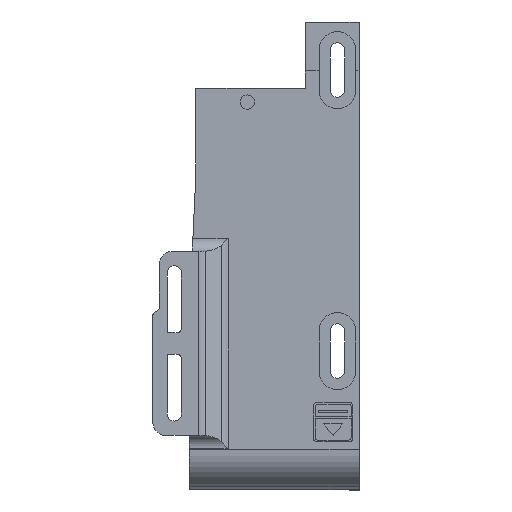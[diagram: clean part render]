
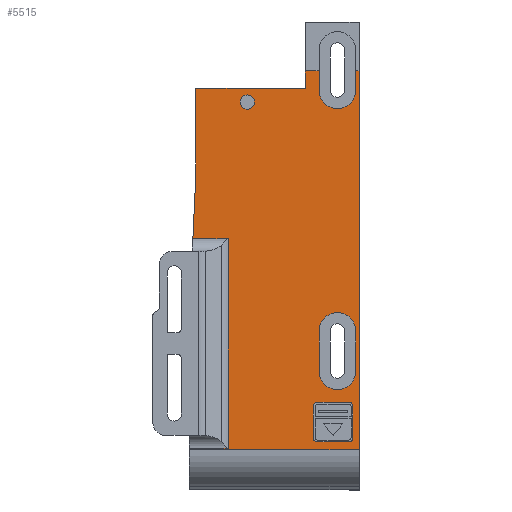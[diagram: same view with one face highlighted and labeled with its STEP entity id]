
A CAD part, left-side view. The second image highlights one B-rep face of the part: STEP entity #5515.
In plain terms, the highlighted planar face has unit normal (-1, 0, 0).
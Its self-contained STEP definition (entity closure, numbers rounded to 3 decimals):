
#24=FACE_BOUND('',#1885,.T.);
#25=FACE_BOUND('',#1886,.T.);
#26=FACE_BOUND('',#1887,.T.);
#104=PLANE('',#5892);
#417=LINE('',#8313,#1028);
#422=LINE('',#8327,#1033);
#426=LINE('',#8339,#1037);
#430=LINE('',#8351,#1041);
#441=LINE('',#8387,#1052);
#442=LINE('',#8389,#1053);
#443=LINE('',#8391,#1054);
#444=LINE('',#8393,#1055);
#445=LINE('',#8395,#1056);
#446=LINE('',#8397,#1057);
#447=LINE('',#8399,#1058);
#448=LINE('',#8401,#1059);
#449=LINE('',#8405,#1060);
#450=LINE('',#8407,#1061);
#451=LINE('',#8409,#1062);
#452=LINE('',#8411,#1063);
#453=LINE('',#8413,#1064);
#454=LINE('',#8414,#1065);
#455=LINE('',#8417,#1066);
#456=LINE('',#8421,#1067);
#1028=VECTOR('',#6632,10.);
#1033=VECTOR('',#6645,10.);
#1037=VECTOR('',#6657,10.);
#1041=VECTOR('',#6669,10.);
#1052=VECTOR('',#6708,10.);
#1053=VECTOR('',#6709,10.);
#1054=VECTOR('',#6710,10.);
#1055=VECTOR('',#6711,10.);
#1056=VECTOR('',#6712,10.);
#1057=VECTOR('',#6713,10.);
#1058=VECTOR('',#6714,10.);
#1059=VECTOR('',#6715,10.);
#1060=VECTOR('',#6718,10.);
#1061=VECTOR('',#6719,10.);
#1062=VECTOR('',#6720,10.);
#1063=VECTOR('',#6721,10.);
#1064=VECTOR('',#6722,10.);
#1065=VECTOR('',#6723,10.);
#1066=VECTOR('',#6724,10.);
#1067=VECTOR('',#6727,10.);
#1580=FACE_OUTER_BOUND('',#1884,.T.);
#1884=EDGE_LOOP('',(#4093,#4094,#4095,#4096,#4097,#4098,#4099,#4100,#4101,
#4102,#4103,#4104,#4105,#4106,#4107));
#1885=EDGE_LOOP('',(#4108,#4109,#4110,#4111,#4112,#4113,#4114,#4115));
#1886=EDGE_LOOP('',(#4116,#4117,#4118,#4119));
#1887=EDGE_LOOP('',(#4120));
#2177=CIRCLE('',#5868,0.8);
#2179=CIRCLE('',#5872,0.8);
#2181=CIRCLE('',#5876,0.8);
#2183=CIRCLE('',#5880,0.8);
#2189=CIRCLE('',#5893,4.25);
#2190=CIRCLE('',#5894,4.25);
#2191=CIRCLE('',#5895,4.25);
#2192=CIRCLE('',#5896,1.65);
#2453=VERTEX_POINT('',#8311);
#2454=VERTEX_POINT('',#8312);
#2457=VERTEX_POINT('',#8320);
#2459=VERTEX_POINT('',#8326);
#2461=VERTEX_POINT('',#8332);
#2463=VERTEX_POINT('',#8338);
#2465=VERTEX_POINT('',#8344);
#2467=VERTEX_POINT('',#8350);
#2477=VERTEX_POINT('',#8385);
#2478=VERTEX_POINT('',#8386);
#2479=VERTEX_POINT('',#8388);
#2480=VERTEX_POINT('',#8390);
#2481=VERTEX_POINT('',#8392);
#2482=VERTEX_POINT('',#8394);
#2483=VERTEX_POINT('',#8396);
#2484=VERTEX_POINT('',#8398);
#2485=VERTEX_POINT('',#8400);
#2486=VERTEX_POINT('',#8402);
#2487=VERTEX_POINT('',#8404);
#2488=VERTEX_POINT('',#8406);
#2489=VERTEX_POINT('',#8408);
#2490=VERTEX_POINT('',#8410);
#2491=VERTEX_POINT('',#8412);
#2492=VERTEX_POINT('',#8415);
#2493=VERTEX_POINT('',#8416);
#2494=VERTEX_POINT('',#8418);
#2495=VERTEX_POINT('',#8420);
#2496=VERTEX_POINT('',#8423);
#3061=EDGE_CURVE('',#2453,#2454,#417,.T.);
#3065=EDGE_CURVE('',#2457,#2453,#2177,.T.);
#3068=EDGE_CURVE('',#2459,#2457,#422,.T.);
#3071=EDGE_CURVE('',#2461,#2459,#2179,.T.);
#3074=EDGE_CURVE('',#2463,#2461,#426,.T.);
#3077=EDGE_CURVE('',#2465,#2463,#2181,.T.);
#3080=EDGE_CURVE('',#2467,#2465,#430,.T.);
#3083=EDGE_CURVE('',#2454,#2467,#2183,.T.);
#3097=EDGE_CURVE('',#2477,#2478,#441,.T.);
#3098=EDGE_CURVE('',#2479,#2477,#442,.T.);
#3099=EDGE_CURVE('',#2480,#2479,#443,.T.);
#3100=EDGE_CURVE('',#2480,#2481,#444,.T.);
#3101=EDGE_CURVE('',#2481,#2482,#445,.T.);
#3102=EDGE_CURVE('',#2482,#2483,#446,.T.);
#3103=EDGE_CURVE('',#2483,#2484,#447,.T.);
#3104=EDGE_CURVE('',#2484,#2485,#448,.T.);
#3105=EDGE_CURVE('',#2485,#2486,#2189,.T.);
#3106=EDGE_CURVE('',#2486,#2487,#449,.T.);
#3107=EDGE_CURVE('',#2487,#2488,#450,.T.);
#3108=EDGE_CURVE('',#2489,#2488,#451,.T.);
#3109=EDGE_CURVE('',#2490,#2489,#452,.T.);
#3110=EDGE_CURVE('',#2490,#2491,#453,.T.);
#3111=EDGE_CURVE('',#2491,#2478,#454,.T.);
#3112=EDGE_CURVE('',#2492,#2493,#455,.T.);
#3113=EDGE_CURVE('',#2493,#2494,#2190,.T.);
#3114=EDGE_CURVE('',#2494,#2495,#456,.T.);
#3115=EDGE_CURVE('',#2495,#2492,#2191,.T.);
#3116=EDGE_CURVE('',#2496,#2496,#2192,.T.);
#4093=ORIENTED_EDGE('',*,*,#3097,.F.);
#4094=ORIENTED_EDGE('',*,*,#3098,.F.);
#4095=ORIENTED_EDGE('',*,*,#3099,.F.);
#4096=ORIENTED_EDGE('',*,*,#3100,.T.);
#4097=ORIENTED_EDGE('',*,*,#3101,.T.);
#4098=ORIENTED_EDGE('',*,*,#3102,.T.);
#4099=ORIENTED_EDGE('',*,*,#3103,.T.);
#4100=ORIENTED_EDGE('',*,*,#3104,.T.);
#4101=ORIENTED_EDGE('',*,*,#3105,.T.);
#4102=ORIENTED_EDGE('',*,*,#3106,.T.);
#4103=ORIENTED_EDGE('',*,*,#3107,.T.);
#4104=ORIENTED_EDGE('',*,*,#3108,.F.);
#4105=ORIENTED_EDGE('',*,*,#3109,.F.);
#4106=ORIENTED_EDGE('',*,*,#3110,.T.);
#4107=ORIENTED_EDGE('',*,*,#3111,.T.);
#4108=ORIENTED_EDGE('',*,*,#3061,.T.);
#4109=ORIENTED_EDGE('',*,*,#3083,.T.);
#4110=ORIENTED_EDGE('',*,*,#3080,.T.);
#4111=ORIENTED_EDGE('',*,*,#3077,.T.);
#4112=ORIENTED_EDGE('',*,*,#3074,.T.);
#4113=ORIENTED_EDGE('',*,*,#3071,.T.);
#4114=ORIENTED_EDGE('',*,*,#3068,.T.);
#4115=ORIENTED_EDGE('',*,*,#3065,.T.);
#4116=ORIENTED_EDGE('',*,*,#3112,.T.);
#4117=ORIENTED_EDGE('',*,*,#3113,.T.);
#4118=ORIENTED_EDGE('',*,*,#3114,.T.);
#4119=ORIENTED_EDGE('',*,*,#3115,.T.);
#4120=ORIENTED_EDGE('',*,*,#3116,.T.);
#5515=ADVANCED_FACE('',(#1580,#24,#25,#26),#104,.T.);
#5868=AXIS2_PLACEMENT_3D('',#8321,#6638,#6639);
#5872=AXIS2_PLACEMENT_3D('',#8333,#6650,#6651);
#5876=AXIS2_PLACEMENT_3D('',#8345,#6662,#6663);
#5880=AXIS2_PLACEMENT_3D('',#8356,#6674,#6675);
#5892=AXIS2_PLACEMENT_3D('',#8384,#6706,#6707);
#5893=AXIS2_PLACEMENT_3D('',#8403,#6716,#6717);
#5894=AXIS2_PLACEMENT_3D('',#8419,#6725,#6726);
#5895=AXIS2_PLACEMENT_3D('',#8422,#6728,#6729);
#5896=AXIS2_PLACEMENT_3D('',#8424,#6730,#6731);
#6632=DIRECTION('',(0.,0.,1.));
#6638=DIRECTION('center_axis',(1.,0.,0.));
#6639=DIRECTION('ref_axis',(0.,1.,0.));
#6645=DIRECTION('',(0.,1.,0.));
#6650=DIRECTION('center_axis',(1.,0.,0.));
#6651=DIRECTION('ref_axis',(0.,0.,-1.));
#6657=DIRECTION('',(0.,0.,-1.));
#6662=DIRECTION('center_axis',(1.,0.,0.));
#6663=DIRECTION('ref_axis',(0.,-1.,0.));
#6669=DIRECTION('',(0.,-1.,0.));
#6674=DIRECTION('center_axis',(1.,0.,0.));
#6675=DIRECTION('ref_axis',(0.,0.,1.));
#6706=DIRECTION('center_axis',(-1.,0.,0.));
#6707=DIRECTION('ref_axis',(0.,1.,0.));
#6708=DIRECTION('',(0.,1.,0.));
#6709=DIRECTION('',(0.,0.,1.));
#6710=DIRECTION('',(0.,-1.,0.));
#6711=DIRECTION('',(0.,0.,-1.));
#6712=DIRECTION('',(0.,-1.,0.));
#6713=DIRECTION('',(0.,0.,1.));
#6714=DIRECTION('',(0.,1.,0.));
#6715=DIRECTION('',(0.,0.,-1.));
#6716=DIRECTION('center_axis',(1.,0.,0.));
#6717=DIRECTION('ref_axis',(0.,1.,0.));
#6718=DIRECTION('',(0.,0.,1.));
#6719=DIRECTION('',(0.,1.,0.));
#6720=DIRECTION('',(0.,0.,1.));
#6721=DIRECTION('',(0.,-1.,0.));
#6722=DIRECTION('',(0.,0.,-1.));
#6723=DIRECTION('',(0.,0.046,-0.999));
#6724=DIRECTION('',(0.,0.,1.));
#6725=DIRECTION('center_axis',(1.,0.,0.));
#6726=DIRECTION('ref_axis',(0.,1.,0.));
#6727=DIRECTION('',(0.,0.,-1.));
#6728=DIRECTION('center_axis',(1.,0.,0.));
#6729=DIRECTION('ref_axis',(0.,1.,0.));
#6730=DIRECTION('center_axis',(1.,0.,0.));
#6731=DIRECTION('ref_axis',(0.,-1.,0.));
#8311=CARTESIAN_POINT('',(-32.5,-48.431,-29.43));
#8312=CARTESIAN_POINT('',(-32.5,-48.431,-21.88));
#8313=CARTESIAN_POINT('',(-32.5,-48.431,11.313));
#8320=CARTESIAN_POINT('',(-32.5,-49.231,-30.23));
#8321=CARTESIAN_POINT('Origin',(-32.5,-49.231,-29.43));
#8326=CARTESIAN_POINT('',(-32.5,-56.781,-30.23));
#8327=CARTESIAN_POINT('',(-32.5,-50.919,-30.23));
#8332=CARTESIAN_POINT('',(-32.5,-57.581,-29.43));
#8333=CARTESIAN_POINT('Origin',(-32.5,-56.781,-29.43));
#8338=CARTESIAN_POINT('',(-32.5,-57.581,-21.88));
#8339=CARTESIAN_POINT('',(-32.5,-57.581,15.088));
#8344=CARTESIAN_POINT('',(-32.5,-56.781,-21.08));
#8345=CARTESIAN_POINT('Origin',(-32.5,-56.781,-21.88));
#8350=CARTESIAN_POINT('',(-32.5,-49.231,-21.08));
#8351=CARTESIAN_POINT('',(-32.5,-47.144,-21.08));
#8356=CARTESIAN_POINT('Origin',(-32.5,-49.231,-21.88));
#8384=CARTESIAN_POINT('Origin',(-32.5,-45.057,52.056));
#8385=CARTESIAN_POINT('',(-32.5,-28.556,17.056));
#8386=CARTESIAN_POINT('',(-32.5,-20.363,17.056));
#8387=CARTESIAN_POINT('',(-32.5,-33.806,17.056));
#8388=CARTESIAN_POINT('',(-32.5,-28.556,-31.769));
#8389=CARTESIAN_POINT('',(-32.5,-28.556,33.056));
#8390=CARTESIAN_POINT('',(-32.5,-19.556,-31.769));
#8391=CARTESIAN_POINT('',(-32.5,-28.056,-31.769));
#8392=CARTESIAN_POINT('',(-32.5,-19.556,-32.069));
#8393=CARTESIAN_POINT('',(-32.5,-19.556,-0.444));
#8394=CARTESIAN_POINT('',(-32.5,-59.056,-32.069));
#8395=CARTESIAN_POINT('',(-32.5,-19.556,-32.069));
#8396=CARTESIAN_POINT('',(-32.5,-59.056,56.056));
#8397=CARTESIAN_POINT('',(-32.5,-59.056,-32.069));
#8398=CARTESIAN_POINT('',(-32.5,-58.256,56.056));
#8399=CARTESIAN_POINT('',(-32.5,-59.056,56.056));
#8400=CARTESIAN_POINT('',(-32.5,-58.256,51.556));
#8401=CARTESIAN_POINT('',(-32.5,-58.256,56.506));
#8402=CARTESIAN_POINT('',(-32.5,-49.756,51.556));
#8403=CARTESIAN_POINT('Origin',(-32.5,-54.006,51.556));
#8404=CARTESIAN_POINT('',(-32.5,-49.756,56.056));
#8405=CARTESIAN_POINT('',(-32.5,-49.756,51.806));
#8406=CARTESIAN_POINT('',(-32.5,-46.556,56.056));
#8407=CARTESIAN_POINT('',(-32.5,-59.056,56.056));
#8408=CARTESIAN_POINT('',(-32.5,-46.556,52.056));
#8409=CARTESIAN_POINT('',(-32.5,-46.556,-12.584));
#8410=CARTESIAN_POINT('',(-32.5,-21.056,52.056));
#8411=CARTESIAN_POINT('',(-32.5,-45.057,52.056));
#8412=CARTESIAN_POINT('',(-32.5,-21.056,32.056));
#8413=CARTESIAN_POINT('',(-32.5,-21.056,52.056));
#8414=CARTESIAN_POINT('',(-32.5,-21.056,32.056));
#8415=CARTESIAN_POINT('',(-32.5,-49.756,-13.83));
#8416=CARTESIAN_POINT('',(-32.5,-49.756,-4.43));
#8417=CARTESIAN_POINT('',(-32.5,-49.756,19.113));
#8418=CARTESIAN_POINT('',(-32.5,-58.256,-4.43));
#8419=CARTESIAN_POINT('Origin',(-32.5,-54.006,-4.43));
#8420=CARTESIAN_POINT('',(-32.5,-58.256,-13.83));
#8421=CARTESIAN_POINT('',(-32.5,-58.256,23.813));
#8422=CARTESIAN_POINT('Origin',(-32.5,-54.006,-13.83));
#8423=CARTESIAN_POINT('',(-32.5,-31.406,48.822));
#8424=CARTESIAN_POINT('Origin',(-32.5,-33.056,48.822));
